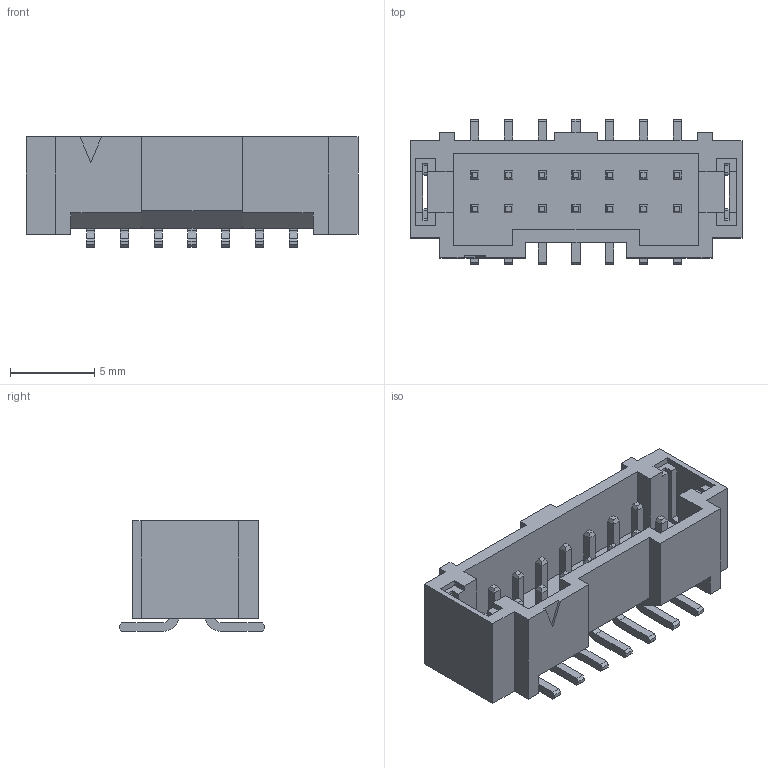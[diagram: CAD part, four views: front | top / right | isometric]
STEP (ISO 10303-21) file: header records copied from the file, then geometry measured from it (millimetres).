
FILE_DESCRIPTION(/* description */ (''),/* implementation_level */ '2;1');
FILE_NAME(/* name */ 'SAMTEC_T2M-107-01-L-D-SM-K-TR.stp',/* time_stamp */ '2017-06-30T15:50:27+02:00',/* author */ ('jwickham'),/* organization */ (''),/* preprocessor_version */ 'ST-DEVELOPER v16.5',/* originating_system */ 'AutoCAD Mechanical',/* authorisation */ ' ');
FILE_SCHEMA (('AUTOMOTIVE_DESIGN { 1 0 10303 214 3 1 1 }'));
Length unit declared in the file: millimetre
Products named in the file (1): Product
Bounding box: 19.67 x 8.63 x 6.55 mm (x, y, z)
Volume: 370.7 mm3; surface area: 1028.2 mm2
Topology: 29 solids, 29 shells, 402 faces, 977 edges, 632 vertices
Faces by surface type: plane 366, cylinder 36
Entity records: 11535 total; most frequent: CARTESIAN_POINT 2012, ORIENTED_EDGE 1954, DIRECTION 1855, EDGE_CURVE 977, LINE 905, VECTOR 905, VERTEX_POINT 632, AXIS2_PLACEMENT_3D 475
